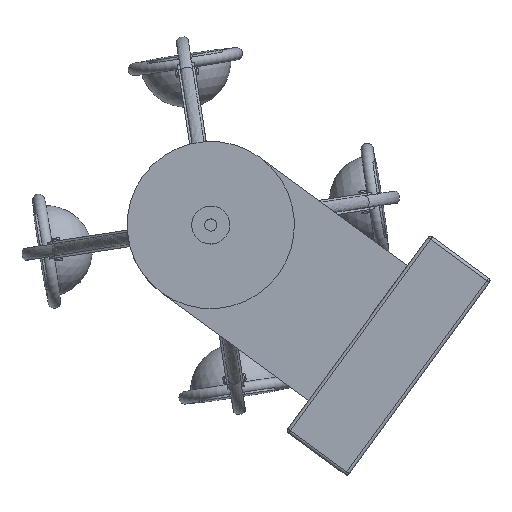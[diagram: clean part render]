
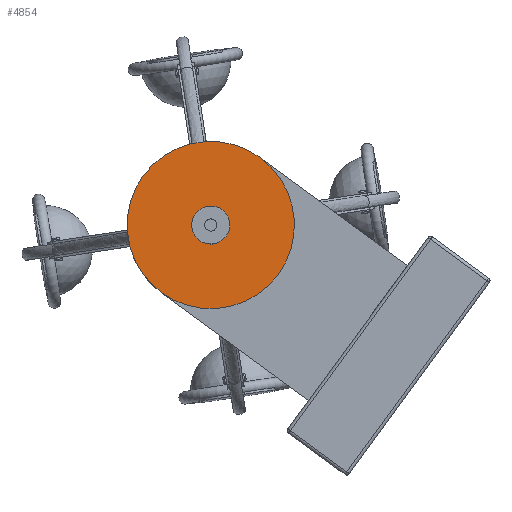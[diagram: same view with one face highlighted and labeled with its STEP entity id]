
A CAD part, top view. The second image highlights one B-rep face of the part: STEP entity #4854.
In plain terms, the highlighted face is planar.
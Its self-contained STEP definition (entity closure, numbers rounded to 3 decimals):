
#241=FACE_BOUND('',#830,.T.);
#333=PLANE('',#5374);
#518=FACE_OUTER_BOUND('',#829,.T.);
#829=EDGE_LOOP('',(#3605,#3606));
#830=EDGE_LOOP('',(#3607,#3608));
#1856=CIRCLE('',#5375,55.);
#1857=CIRCLE('',#5376,55.);
#1858=CIRCLE('',#5377,12.5);
#1859=CIRCLE('',#5378,12.5);
#2238=VERTEX_POINT('',#7825);
#2239=VERTEX_POINT('',#7826);
#2240=VERTEX_POINT('',#7829);
#2241=VERTEX_POINT('',#7830);
#2759=EDGE_CURVE('',#2238,#2239,#1856,.T.);
#2760=EDGE_CURVE('',#2239,#2238,#1857,.T.);
#2761=EDGE_CURVE('',#2240,#2241,#1858,.T.);
#2762=EDGE_CURVE('',#2241,#2240,#1859,.T.);
#3605=ORIENTED_EDGE('',*,*,#2759,.T.);
#3606=ORIENTED_EDGE('',*,*,#2760,.T.);
#3607=ORIENTED_EDGE('',*,*,#2761,.T.);
#3608=ORIENTED_EDGE('',*,*,#2762,.T.);
#4854=ADVANCED_FACE('',(#518,#241),#333,.T.);
#5374=AXIS2_PLACEMENT_3D('',#7824,#6236,#6237);
#5375=AXIS2_PLACEMENT_3D('',#7827,#6238,#6239);
#5376=AXIS2_PLACEMENT_3D('',#7828,#6240,#6241);
#5377=AXIS2_PLACEMENT_3D('',#7831,#6242,#6243);
#5378=AXIS2_PLACEMENT_3D('',#7832,#6244,#6245);
#6236=DIRECTION('center_axis',(-1.,0.,0.));
#6237=DIRECTION('ref_axis',(0.,0.,1.));
#6238=DIRECTION('center_axis',(-1.,0.,0.));
#6239=DIRECTION('ref_axis',(0.,1.,0.));
#6240=DIRECTION('center_axis',(-1.,0.,0.));
#6241=DIRECTION('ref_axis',(0.,1.,0.));
#6242=DIRECTION('center_axis',(1.,0.,0.));
#6243=DIRECTION('ref_axis',(0.,0.,-1.));
#6244=DIRECTION('center_axis',(1.,0.,0.));
#6245=DIRECTION('ref_axis',(0.,0.,-1.));
#7824=CARTESIAN_POINT('Origin',(-96.,-42.5,0.));
#7825=CARTESIAN_POINT('',(-96.,55.,0.));
#7826=CARTESIAN_POINT('',(-96.,-55.,0.));
#7827=CARTESIAN_POINT('Origin',(-96.,0.,0.));
#7828=CARTESIAN_POINT('Origin',(-96.,0.,0.));
#7829=CARTESIAN_POINT('',(-96.,0.,12.5));
#7830=CARTESIAN_POINT('',(-96.,0.,-12.5));
#7831=CARTESIAN_POINT('Origin',(-96.,0.,0.));
#7832=CARTESIAN_POINT('Origin',(-96.,0.,0.));
